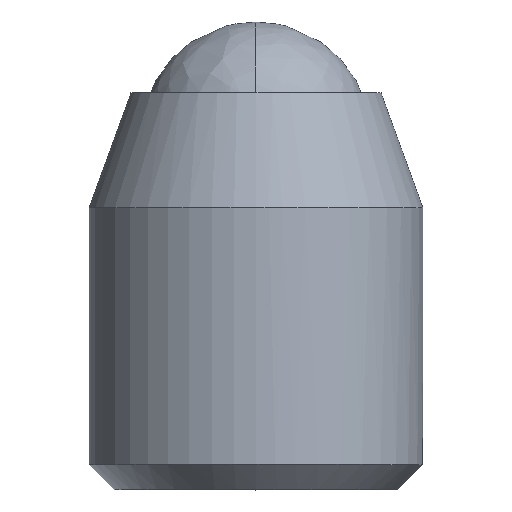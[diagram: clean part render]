
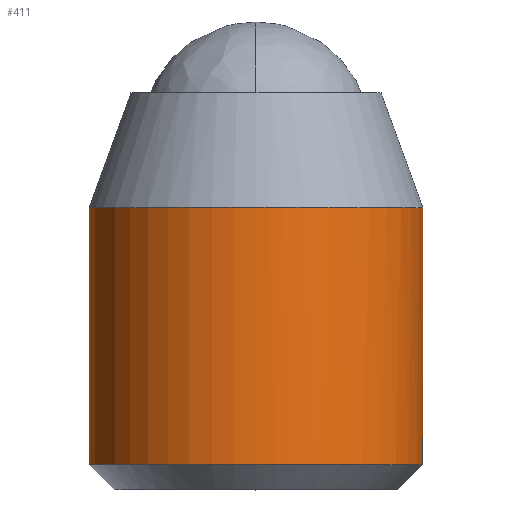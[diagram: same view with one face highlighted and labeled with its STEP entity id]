
A CAD part, top view. The second image highlights one B-rep face of the part: STEP entity #411.
In plain terms, the highlighted free-form (B-spline) face has degree [2, 1] with [9, 2] control points.
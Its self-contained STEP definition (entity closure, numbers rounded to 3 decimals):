
#230=CARTESIAN_POINT('',(-0.937,-2.594,-3.889));
#231=CARTESIAN_POINT('',(-0.595,-2.594,-3.971));
#232=CARTESIAN_POINT('',(-0.244,-2.594,-3.993));
#233=CARTESIAN_POINT('',(3.748,-2.594,-4.237));
#234=CARTESIAN_POINT('',(3.993,-2.594,-0.244));
#235=CARTESIAN_POINT('',(4.237,-2.594,3.748));
#236=CARTESIAN_POINT('',(0.244,-2.594,3.993));
#237=CARTESIAN_POINT('',(-3.748,-2.594,4.237));
#238=CARTESIAN_POINT('',(-3.993,-2.594,0.244));
#239=CARTESIAN_POINT('',(-0.937,-9.058,-3.889));
#240=CARTESIAN_POINT('',(-0.595,-9.058,-3.971));
#241=CARTESIAN_POINT('',(-0.244,-9.058,-3.993));
#242=CARTESIAN_POINT('',(3.748,-9.058,-4.237));
#243=CARTESIAN_POINT('',(3.993,-9.058,-0.244));
#244=CARTESIAN_POINT('',(4.237,-9.058,3.748));
#245=CARTESIAN_POINT('',(0.244,-9.058,3.993));
#246=CARTESIAN_POINT('',(-3.748,-9.058,4.237));
#247=CARTESIAN_POINT('',(-3.993,-9.058,0.244));
#255=(BOUNDED_SURFACE()B_SPLINE_SURFACE(2,1,((#230,#239),(#231,#240),(#232,#241),(#233,#242),(#234,#243),(#235,#244),(#236,#245),(#237,#246),(#238,#247)),.UNSPECIFIED.,.F.,.F.,.U.)B_SPLINE_SURFACE_WITH_KNOTS((3,2,2,2,3),(2,2),(0.0,0.795,7.423,14.05,20.678),(0.0,6.464),.UNSPECIFIED.)GEOMETRIC_REPRESENTATION_ITEM()RATIONAL_B_SPLINE_SURFACE(((0.938,0.938),(0.965,0.965),(1.0,1.0),(0.707,0.707),(1.0,1.0),(0.707,0.707),(1.0,1.0),(0.707,0.707),(1.0,1.0)))REPRESENTATION_ITEM('')SURFACE());
#256=CARTESIAN_POINT('',(-0.937,-8.9,-3.889));
#257=VERTEX_POINT('',#256);
#258=CARTESIAN_POINT('',(0.0,-8.9,-4.));
#259=VERTEX_POINT('',#258);
#260=CARTESIAN_POINT('',(-0.937,-8.9,-3.889));
#261=CARTESIAN_POINT('',(-0.475,-8.9,-4.));
#262=CARTESIAN_POINT('',(0.0,-8.9,-4.));
#270=(BOUNDED_CURVE()B_SPLINE_CURVE(2,(#260,#261,#262),.UNSPECIFIED.,.F.,.U.)B_SPLINE_CURVE_WITH_KNOTS((3,3),(0.96,1.0),.UNSPECIFIED.)CURVE()GEOMETRIC_REPRESENTATION_ITEM()RATIONAL_B_SPLINE_CURVE((0.921,0.953,1.0))REPRESENTATION_ITEM(''));
#271=EDGE_CURVE('',#257,#259,#270,.T.);
#272=ORIENTED_EDGE('',*,*,#271,.F.);
#273=CARTESIAN_POINT('',(-0.937,-2.747,-3.889));
#274=VERTEX_POINT('',#273);
#275=CARTESIAN_POINT('',(-0.937,-2.747,-3.889));
#276=CARTESIAN_POINT('',(-0.937,-8.9,-3.889));
#277=QUASI_UNIFORM_CURVE('',1,(#275,#276),.UNSPECIFIED.,.F.,.U.);
#278=EDGE_CURVE('',#274,#257,#277,.T.);
#279=ORIENTED_EDGE('',*,*,#278,.F.);
#280=CARTESIAN_POINT('',(0.0,-2.747,-4.));
#281=VERTEX_POINT('',#280);
#282=CARTESIAN_POINT('',(-0.937,-2.747,-3.889));
#283=CARTESIAN_POINT('',(-0.475,-2.747,-4.));
#284=CARTESIAN_POINT('',(0.0,-2.747,-4.));
#292=(BOUNDED_CURVE()B_SPLINE_CURVE(2,(#282,#283,#284),.UNSPECIFIED.,.F.,.U.)B_SPLINE_CURVE_WITH_KNOTS((3,3),(0.96,1.0),.UNSPECIFIED.)CURVE()GEOMETRIC_REPRESENTATION_ITEM()RATIONAL_B_SPLINE_CURVE((0.921,0.953,1.0))REPRESENTATION_ITEM(''));
#293=EDGE_CURVE('',#274,#281,#292,.T.);
#294=ORIENTED_EDGE('',*,*,#293,.T.);
#295=CARTESIAN_POINT('',(3.972,-2.747,-0.472));
#296=VERTEX_POINT('',#295);
#297=CARTESIAN_POINT('',(0.0,-2.747,-4.));
#298=CARTESIAN_POINT('',(3.553,-2.747,-4.));
#299=CARTESIAN_POINT('',(3.972,-2.747,-0.472));
#307=(BOUNDED_CURVE()B_SPLINE_CURVE(2,(#297,#298,#299),.UNSPECIFIED.,.F.,.U.)B_SPLINE_CURVE_WITH_KNOTS((3,3),(0.0,0.23),.UNSPECIFIED.)CURVE()GEOMETRIC_REPRESENTATION_ITEM()RATIONAL_B_SPLINE_CURVE((1.0,0.731,0.956))REPRESENTATION_ITEM(''));
#308=EDGE_CURVE('',#281,#296,#307,.T.);
#309=ORIENTED_EDGE('',*,*,#308,.T.);
#310=CARTESIAN_POINT('',(0.0,-2.747,4.));
#311=VERTEX_POINT('',#310);
#312=CARTESIAN_POINT('',(3.972,-2.747,-0.472));
#313=CARTESIAN_POINT('',(4.,-2.747,-0.237));
#314=CARTESIAN_POINT('',(4.,-2.747,0.));
#315=CARTESIAN_POINT('',(4.,-2.747,4.));
#316=CARTESIAN_POINT('',(0.0,-2.747,4.));
#324=(BOUNDED_CURVE()B_SPLINE_CURVE(2,(#312,#313,#314,#315,#316),.UNSPECIFIED.,.F.,.U.)B_SPLINE_CURVE_WITH_KNOTS((3,2,3),(0.23,0.25,0.5),.UNSPECIFIED.)CURVE()GEOMETRIC_REPRESENTATION_ITEM()RATIONAL_B_SPLINE_CURVE((0.956,0.976,1.0,0.707,1.0))REPRESENTATION_ITEM(''));
#325=EDGE_CURVE('',#296,#311,#324,.T.);
#326=ORIENTED_EDGE('',*,*,#325,.T.);
#327=CARTESIAN_POINT('',(-3.993,-2.747,0.244));
#328=VERTEX_POINT('',#327);
#329=CARTESIAN_POINT('',(0.0,-2.747,4.));
#330=CARTESIAN_POINT('',(-3.763,-2.747,4.));
#331=CARTESIAN_POINT('',(-3.993,-2.747,0.244));
#339=(BOUNDED_CURVE()B_SPLINE_CURVE(2,(#329,#330,#331),.UNSPECIFIED.,.F.,.U.)B_SPLINE_CURVE_WITH_KNOTS((3,3),(0.5,0.739),.UNSPECIFIED.)CURVE()GEOMETRIC_REPRESENTATION_ITEM()RATIONAL_B_SPLINE_CURVE((1.0,0.72,0.976))REPRESENTATION_ITEM(''));
#340=EDGE_CURVE('',#311,#328,#339,.T.);
#341=ORIENTED_EDGE('',*,*,#340,.T.);
#342=CARTESIAN_POINT('',(-3.993,-8.9,0.244));
#343=VERTEX_POINT('',#342);
#344=CARTESIAN_POINT('',(-3.993,-2.747,0.244));
#345=CARTESIAN_POINT('',(-3.993,-8.9,0.244));
#346=QUASI_UNIFORM_CURVE('',1,(#344,#345),.UNSPECIFIED.,.F.,.U.);
#347=EDGE_CURVE('',#328,#343,#346,.T.);
#348=ORIENTED_EDGE('',*,*,#347,.T.);
#349=CARTESIAN_POINT('',(-3.988,-8.9,0.314));
#350=VERTEX_POINT('',#349);
#351=CARTESIAN_POINT('',(-3.988,-8.9,0.314));
#352=CARTESIAN_POINT('',(-3.99,-8.9,0.279));
#353=CARTESIAN_POINT('',(-3.993,-8.9,0.244));
#361=(BOUNDED_CURVE()B_SPLINE_CURVE(2,(#351,#352,#353),.UNSPECIFIED.,.F.,.U.)B_SPLINE_CURVE_WITH_KNOTS((3,3),(0.736,0.739),.UNSPECIFIED.)CURVE()GEOMETRIC_REPRESENTATION_ITEM()RATIONAL_B_SPLINE_CURVE((0.97,0.973,0.976))REPRESENTATION_ITEM(''));
#362=EDGE_CURVE('',#350,#343,#361,.T.);
#363=ORIENTED_EDGE('',*,*,#362,.F.);
#364=CARTESIAN_POINT('',(0.0,-8.9,4.));
#365=VERTEX_POINT('',#364);
#366=CARTESIAN_POINT('',(0.0,-8.9,4.));
#367=CARTESIAN_POINT('',(-3.698,-8.9,4.));
#368=CARTESIAN_POINT('',(-3.988,-8.9,0.314));
#376=(BOUNDED_CURVE()B_SPLINE_CURVE(2,(#366,#367,#368),.UNSPECIFIED.,.F.,.U.)B_SPLINE_CURVE_WITH_KNOTS((3,3),(0.5,0.736),.UNSPECIFIED.)CURVE()GEOMETRIC_REPRESENTATION_ITEM()RATIONAL_B_SPLINE_CURVE((1.0,0.723,0.97))REPRESENTATION_ITEM(''));
#377=EDGE_CURVE('',#365,#350,#376,.T.);
#378=ORIENTED_EDGE('',*,*,#377,.F.);
#379=CARTESIAN_POINT('',(3.988,-8.9,-0.314));
#380=VERTEX_POINT('',#379);
#381=CARTESIAN_POINT('',(3.988,-8.9,-0.314));
#382=CARTESIAN_POINT('',(4.,-8.9,-0.157));
#383=CARTESIAN_POINT('',(4.0,-8.9,0.));
#384=CARTESIAN_POINT('',(4.,-8.9,4.));
#385=CARTESIAN_POINT('',(0.0,-8.9,4.));
#393=(BOUNDED_CURVE()B_SPLINE_CURVE(2,(#381,#382,#383,#384,#385),.UNSPECIFIED.,.F.,.U.)B_SPLINE_CURVE_WITH_KNOTS((3,2,3),(0.236,0.25,0.5),.UNSPECIFIED.)CURVE()GEOMETRIC_REPRESENTATION_ITEM()RATIONAL_B_SPLINE_CURVE((0.97,0.984,1.0,0.707,1.0))REPRESENTATION_ITEM(''));
#394=EDGE_CURVE('',#380,#365,#393,.T.);
#395=ORIENTED_EDGE('',*,*,#394,.F.);
#396=CARTESIAN_POINT('',(0.0,-8.9,-4.));
#397=CARTESIAN_POINT('',(3.698,-8.9,-4.));
#398=CARTESIAN_POINT('',(3.988,-8.9,-0.314));
#406=(BOUNDED_CURVE()B_SPLINE_CURVE(2,(#396,#397,#398),.UNSPECIFIED.,.F.,.U.)B_SPLINE_CURVE_WITH_KNOTS((3,3),(0.0,0.236),.UNSPECIFIED.)CURVE()GEOMETRIC_REPRESENTATION_ITEM()RATIONAL_B_SPLINE_CURVE((1.0,0.723,0.97))REPRESENTATION_ITEM(''));
#407=EDGE_CURVE('',#259,#380,#406,.T.);
#408=ORIENTED_EDGE('',*,*,#407,.F.);
#409=EDGE_LOOP('',(#272,#279,#294,#309,#326,#341,#348,#363,#378,#395,#408));
#410=FACE_OUTER_BOUND('',#409,.T.);
#411=ADVANCED_FACE('',(#410),#255,.T.);
